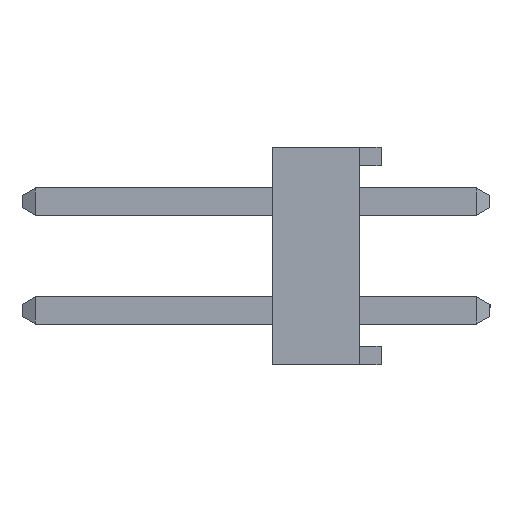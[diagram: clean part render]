
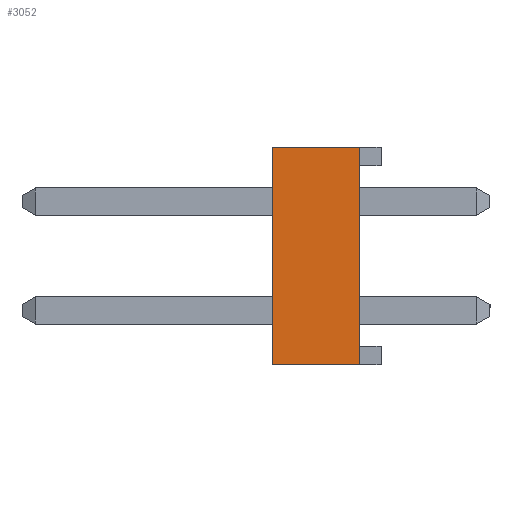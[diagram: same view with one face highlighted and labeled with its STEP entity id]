
A CAD part, left-side view. The second image highlights one B-rep face of the part: STEP entity #3052.
In plain terms, the highlighted planar face has unit normal (-1, 0, 0).
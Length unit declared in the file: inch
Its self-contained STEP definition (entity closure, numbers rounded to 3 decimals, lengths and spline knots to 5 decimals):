
#3052 = ADVANCED_FACE( '', ( #6171 ), #6172, .F. );
#6171 = FACE_OUTER_BOUND( '', #9269, .T. );
#6172 = PLANE( '', #9270 );
#9269 = EDGE_LOOP( '', ( #18222, #18223, #18224, #18225 ) );
#9270 = AXIS2_PLACEMENT_3D( '', #18226, #18227, #18228 );
#18222 = ORIENTED_EDGE( '', *, *, #20872, .F. );
#18223 = ORIENTED_EDGE( '', *, *, #19108, .F. );
#18224 = ORIENTED_EDGE( '', *, *, #21385, .F. );
#18225 = ORIENTED_EDGE( '', *, *, #21302, .T. );
#18226 = CARTESIAN_POINT( '', ( -0.6, 0.1, -0.1 ) );
#18227 = DIRECTION( '', ( 1., 0., 0. ) );
#18228 = DIRECTION( '', ( 0., 0., -1. ) );
#19108 = EDGE_CURVE( '', #23237, #23239, #23240, .T. );
#20872 = EDGE_CURVE( '', #23239, #25785, #25786, .T. );
#21302 = EDGE_CURVE( '', #26294, #25785, #26295, .T. );
#21385 = EDGE_CURVE( '', #26294, #23237, #26382, .T. );
#23237 = VERTEX_POINT( '', #28965 );
#23239 = VERTEX_POINT( '', #28968 );
#23240 = LINE( '', #28969, #28970 );
#25785 = VERTEX_POINT( '', #32858 );
#25786 = LINE( '', #32859, #32860 );
#26294 = VERTEX_POINT( '', #33640 );
#26295 = LINE( '', #33641, #33642 );
#26382 = LINE( '', #33766, #33767 );
#28965 = CARTESIAN_POINT( '', ( -0.6, 0.1, 0.1 ) );
#28968 = CARTESIAN_POINT( '', ( -0.6, 0.02, 0.1 ) );
#28969 = CARTESIAN_POINT( '', ( -0.6, 0.1, 0.1 ) );
#28970 = VECTOR( '', #34929, 39.37008 );
#32858 = CARTESIAN_POINT( '', ( -0.6, 0.02, -0.1 ) );
#32859 = CARTESIAN_POINT( '', ( -0.6, 0.02, -0.1 ) );
#32860 = VECTOR( '', #36273, 39.37008 );
#33640 = CARTESIAN_POINT( '', ( -0.6, 0.1, -0.1 ) );
#33641 = CARTESIAN_POINT( '', ( -0.6, 0.1, -0.1 ) );
#33642 = VECTOR( '', #36546, 39.37008 );
#33766 = CARTESIAN_POINT( '', ( -0.6, 0.1, -0.1 ) );
#33767 = VECTOR( '', #36584, 39.37008 );
#34929 = DIRECTION( '', ( 0., -1., 0. ) );
#36273 = DIRECTION( '', ( 0., 0., -1. ) );
#36546 = DIRECTION( '', ( 0., -1., 0. ) );
#36584 = DIRECTION( '', ( 0., 0., 1. ) );
